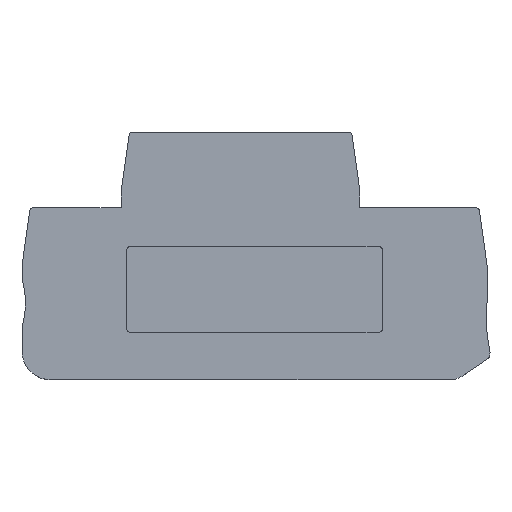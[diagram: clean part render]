
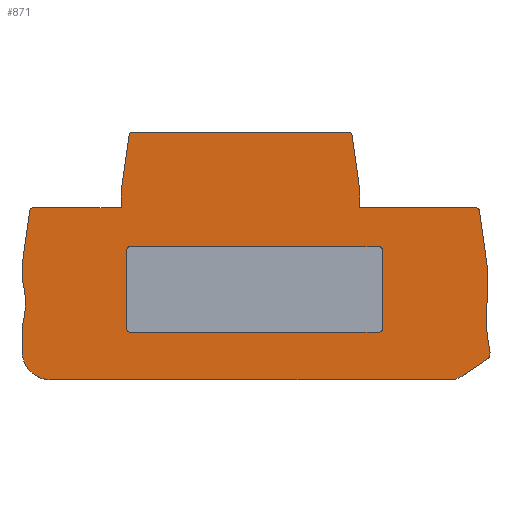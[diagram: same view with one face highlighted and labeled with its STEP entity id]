
A CAD part, top view. The second image highlights one B-rep face of the part: STEP entity #871.
In plain terms, the highlighted planar face has unit normal (0, 0, 1).
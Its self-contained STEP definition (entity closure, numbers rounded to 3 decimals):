
#14=CARTESIAN_POINT('',(16.16,34.6,0.));
#15=DIRECTION('',(0.,0.,1.));
#16=DIRECTION('',(0.99,0.139,0.));
#17=AXIS2_PLACEMENT_3D('',#14,#15,#16);
#19=DIRECTION('',(-0.139,0.99,0.));
#20=VECTOR('',#19,7.867);
#21=CARTESIAN_POINT('',(17.75,26.879,0.));
#22=LINE('',#21,#20);
#23=DIRECTION('',(0.,1.,0.));
#24=VECTOR('',#23,2.379);
#25=CARTESIAN_POINT('',(17.75,24.5,0.));
#26=LINE('',#25,#24);
#27=DIRECTION('',(-1.,0.,0.));
#28=VECTOR('',#27,16.31);
#29=CARTESIAN_POINT('',(34.06,24.5,0.));
#30=LINE('',#29,#28);
#31=CARTESIAN_POINT('',(34.06,24.,0.));
#32=DIRECTION('',(0.,0.,1.));
#33=DIRECTION('',(0.99,0.139,0.));
#34=AXIS2_PLACEMENT_3D('',#31,#32,#33);
#36=DIRECTION('',(-0.139,0.99,0.));
#37=VECTOR('',#36,7.867);
#38=CARTESIAN_POINT('',(35.65,16.279,0.));
#39=LINE('',#38,#37);
#40=DIRECTION('',(0.,1.,0.));
#41=VECTOR('',#40,4.861);
#42=CARTESIAN_POINT('',(35.65,11.418,0.));
#43=LINE('',#42,#41);
#44=CARTESIAN_POINT('',(58.523,9.002,0.));
#45=DIRECTION('',(0.,0.,-1.));
#46=DIRECTION('',(-0.977,-0.213,0.));
#47=AXIS2_PLACEMENT_3D('',#44,#45,#46);
#49=DIRECTION('',(0.,1.,0.));
#50=VECTOR('',#49,0.368);
#51=CARTESIAN_POINT('',(36.05,3.737,0.));
#52=LINE('',#51,#50);
#53=CARTESIAN_POINT('',(35.55,3.737,0.));
#54=DIRECTION('',(0.,0.,1.));
#55=DIRECTION('',(0.564,-0.826,0.));
#56=AXIS2_PLACEMENT_3D('',#53,#54,#55);
#58=DIRECTION('',(0.826,0.564,0.));
#59=VECTOR('',#58,4.439);
#60=CARTESIAN_POINT('',(32.165,0.822,0.));
#61=LINE('',#60,#59);
#62=CARTESIAN_POINT('',(30.474,3.3,0.));
#63=DIRECTION('',(0.,0.,1.));
#64=DIRECTION('',(0.,-1.,0.));
#65=AXIS2_PLACEMENT_3D('',#62,#63,#64);
#67=DIRECTION('',(1.,0.,0.));
#68=VECTOR('',#67,56.224);
#69=CARTESIAN_POINT('',(-25.75,0.3,0.));
#70=LINE('',#69,#68);
#71=CARTESIAN_POINT('',(-25.75,4.3,0.));
#72=DIRECTION('',(0.,0.,1.));
#73=DIRECTION('',(-1.,0.,0.));
#74=AXIS2_PLACEMENT_3D('',#71,#72,#73);
#76=DIRECTION('',(0.,-1.,0.));
#77=VECTOR('',#76,3.376);
#78=CARTESIAN_POINT('',(-29.75,7.676,0.));
#79=LINE('',#78,#77);
#80=CARTESIAN_POINT('',(-41.25,11.104,0.));
#81=DIRECTION('',(0.,0.,-1.));
#82=DIRECTION('',(0.958,0.286,0.));
#83=AXIS2_PLACEMENT_3D('',#80,#81,#82);
#85=DIRECTION('',(0.,-1.,0.));
#86=VECTOR('',#85,1.747);
#87=CARTESIAN_POINT('',(-29.75,16.279,0.));
#88=LINE('',#87,#86);
#89=DIRECTION('',(-0.139,-0.99,0.));
#90=VECTOR('',#89,7.867);
#91=CARTESIAN_POINT('',(-28.655,24.07,0.));
#92=LINE('',#91,#90);
#93=CARTESIAN_POINT('',(-28.16,24.,0.));
#94=DIRECTION('',(0.,0.,1.));
#95=DIRECTION('',(0.,1.,0.));
#96=AXIS2_PLACEMENT_3D('',#93,#94,#95);
#98=DIRECTION('',(-1.,0.,0.));
#99=VECTOR('',#98,12.36);
#100=CARTESIAN_POINT('',(-15.8,24.5,0.));
#101=LINE('',#100,#99);
#102=DIRECTION('',(0.,-1.,0.));
#103=VECTOR('',#102,2.379);
#104=CARTESIAN_POINT('',(-15.8,26.879,0.));
#105=LINE('',#104,#103);
#106=DIRECTION('',(-0.139,-0.99,0.));
#107=VECTOR('',#106,7.867);
#108=CARTESIAN_POINT('',(-14.705,34.67,0.));
#109=LINE('',#108,#107);
#110=CARTESIAN_POINT('',(-14.21,34.6,0.));
#111=DIRECTION('',(0.,0.,1.));
#112=DIRECTION('',(0.,1.,0.));
#113=AXIS2_PLACEMENT_3D('',#110,#111,#112);
#115=DIRECTION('',(-1.,0.,0.));
#116=VECTOR('',#115,30.37);
#117=CARTESIAN_POINT('',(16.16,35.1,0.));
#118=LINE('',#117,#116);
#119=DIRECTION('',(0.,-1.,0.));
#120=VECTOR('',#119,11.);
#121=CARTESIAN_POINT('',(-15.05,18.5,0.));
#122=LINE('',#121,#120);
#123=DIRECTION('',(1.,0.,0.));
#124=VECTOR('',#123,35.);
#125=CARTESIAN_POINT('',(-14.55,7.,0.));
#126=LINE('',#125,#124);
#127=DIRECTION('',(0.,1.,0.));
#128=VECTOR('',#127,11.);
#129=CARTESIAN_POINT('',(20.95,7.5,0.));
#130=LINE('',#129,#128);
#131=DIRECTION('',(-1.,0.,0.));
#132=VECTOR('',#131,35.);
#133=CARTESIAN_POINT('',(20.45,19.,0.));
#134=LINE('',#133,#132);
#542=CARTESIAN_POINT('',(-14.55,18.5,0.));
#543=DIRECTION('',(0.,0.,-1.));
#544=DIRECTION('',(-1.,0.,0.));
#545=AXIS2_PLACEMENT_3D('',#542,#543,#544);
#591=CARTESIAN_POINT('',(20.45,18.5,0.));
#592=DIRECTION('',(0.,0.,-1.));
#593=DIRECTION('',(0.,1.,0.));
#594=AXIS2_PLACEMENT_3D('',#591,#592,#593);
#604=CARTESIAN_POINT('',(20.45,7.5,0.));
#605=DIRECTION('',(0.,0.,-1.));
#606=DIRECTION('',(1.,0.,0.));
#607=AXIS2_PLACEMENT_3D('',#604,#605,#606);
#617=CARTESIAN_POINT('',(-14.55,7.5,0.));
#618=DIRECTION('',(0.,0.,-1.));
#619=DIRECTION('',(0.,-1.,0.));
#620=AXIS2_PLACEMENT_3D('',#617,#618,#619);
#622=CARTESIAN_POINT('',(16.655,34.67,0.));
#623=CARTESIAN_POINT('',(16.16,35.1,0.));
#624=VERTEX_POINT('',#622);
#625=VERTEX_POINT('',#623);
#626=CARTESIAN_POINT('',(-14.21,35.1,0.));
#627=VERTEX_POINT('',#626);
#628=CARTESIAN_POINT('',(-14.705,34.67,0.));
#629=VERTEX_POINT('',#628);
#630=CARTESIAN_POINT('',(-15.8,26.879,0.));
#631=VERTEX_POINT('',#630);
#632=CARTESIAN_POINT('',(-15.8,24.5,0.));
#633=VERTEX_POINT('',#632);
#634=CARTESIAN_POINT('',(-28.16,24.5,0.));
#635=VERTEX_POINT('',#634);
#636=CARTESIAN_POINT('',(-28.655,24.07,0.));
#637=VERTEX_POINT('',#636);
#638=CARTESIAN_POINT('',(-29.75,16.279,0.));
#639=VERTEX_POINT('',#638);
#640=CARTESIAN_POINT('',(-29.75,14.532,0.));
#641=VERTEX_POINT('',#640);
#642=CARTESIAN_POINT('',(-29.75,7.676,0.));
#643=VERTEX_POINT('',#642);
#644=CARTESIAN_POINT('',(-29.75,4.3,0.));
#645=VERTEX_POINT('',#644);
#646=CARTESIAN_POINT('',(-25.75,0.3,0.));
#647=VERTEX_POINT('',#646);
#648=CARTESIAN_POINT('',(30.474,0.3,0.));
#649=VERTEX_POINT('',#648);
#650=CARTESIAN_POINT('',(32.165,0.822,0.));
#651=VERTEX_POINT('',#650);
#652=CARTESIAN_POINT('',(35.832,3.324,0.));
#653=VERTEX_POINT('',#652);
#654=CARTESIAN_POINT('',(36.05,3.737,0.));
#655=VERTEX_POINT('',#654);
#656=CARTESIAN_POINT('',(36.05,4.105,0.));
#657=VERTEX_POINT('',#656);
#658=CARTESIAN_POINT('',(35.65,11.418,0.));
#659=VERTEX_POINT('',#658);
#660=CARTESIAN_POINT('',(35.65,16.279,0.));
#661=VERTEX_POINT('',#660);
#662=CARTESIAN_POINT('',(34.555,24.07,0.));
#663=VERTEX_POINT('',#662);
#664=CARTESIAN_POINT('',(34.06,24.5,0.));
#665=VERTEX_POINT('',#664);
#666=CARTESIAN_POINT('',(17.75,24.5,0.));
#667=VERTEX_POINT('',#666);
#668=CARTESIAN_POINT('',(17.75,26.879,0.));
#669=VERTEX_POINT('',#668);
#734=CARTESIAN_POINT('',(-15.05,18.5,0.));
#735=VERTEX_POINT('',#734);
#736=CARTESIAN_POINT('',(-14.55,19.,0.));
#737=VERTEX_POINT('',#736);
#742=CARTESIAN_POINT('',(-14.55,7.,0.));
#743=VERTEX_POINT('',#742);
#744=CARTESIAN_POINT('',(-15.05,7.5,0.));
#745=VERTEX_POINT('',#744);
#750=CARTESIAN_POINT('',(20.95,7.5,0.));
#751=VERTEX_POINT('',#750);
#752=CARTESIAN_POINT('',(20.45,7.,0.));
#753=VERTEX_POINT('',#752);
#758=CARTESIAN_POINT('',(20.45,19.,0.));
#759=VERTEX_POINT('',#758);
#760=CARTESIAN_POINT('',(20.95,18.5,0.));
#761=VERTEX_POINT('',#760);
#798=CARTESIAN_POINT('',(0.,0.,0.));
#799=DIRECTION('',(0.,0.,1.));
#800=DIRECTION('',(0.,-1.,0.));
#801=AXIS2_PLACEMENT_3D('',#798,#799,#800);
#802=PLANE('',#801);
#804=ORIENTED_EDGE('',*,*,#803,.F.);
#806=ORIENTED_EDGE('',*,*,#805,.F.);
#808=ORIENTED_EDGE('',*,*,#807,.F.);
#810=ORIENTED_EDGE('',*,*,#809,.F.);
#812=ORIENTED_EDGE('',*,*,#811,.F.);
#814=ORIENTED_EDGE('',*,*,#813,.F.);
#816=ORIENTED_EDGE('',*,*,#815,.F.);
#818=ORIENTED_EDGE('',*,*,#817,.F.);
#820=ORIENTED_EDGE('',*,*,#819,.F.);
#822=ORIENTED_EDGE('',*,*,#821,.F.);
#824=ORIENTED_EDGE('',*,*,#823,.F.);
#826=ORIENTED_EDGE('',*,*,#825,.F.);
#828=ORIENTED_EDGE('',*,*,#827,.F.);
#830=ORIENTED_EDGE('',*,*,#829,.F.);
#832=ORIENTED_EDGE('',*,*,#831,.F.);
#834=ORIENTED_EDGE('',*,*,#833,.F.);
#836=ORIENTED_EDGE('',*,*,#835,.F.);
#838=ORIENTED_EDGE('',*,*,#837,.F.);
#840=ORIENTED_EDGE('',*,*,#839,.F.);
#842=ORIENTED_EDGE('',*,*,#841,.F.);
#844=ORIENTED_EDGE('',*,*,#843,.F.);
#846=ORIENTED_EDGE('',*,*,#845,.F.);
#848=ORIENTED_EDGE('',*,*,#847,.F.);
#850=ORIENTED_EDGE('',*,*,#849,.F.);
#851=EDGE_LOOP('',(#804,#806,#808,#810,#812,#814,#816,#818,#820,#822,#824,#826,
#828,#830,#832,#834,#836,#838,#840,#842,#844,#846,#848,#850));
#852=FACE_OUTER_BOUND('',#851,.F.);
#854=ORIENTED_EDGE('',*,*,#853,.T.);
#856=ORIENTED_EDGE('',*,*,#855,.F.);
#858=ORIENTED_EDGE('',*,*,#857,.T.);
#860=ORIENTED_EDGE('',*,*,#859,.F.);
#862=ORIENTED_EDGE('',*,*,#861,.T.);
#864=ORIENTED_EDGE('',*,*,#863,.F.);
#866=ORIENTED_EDGE('',*,*,#865,.T.);
#868=ORIENTED_EDGE('',*,*,#867,.F.);
#869=EDGE_LOOP('',(#854,#856,#858,#860,#862,#864,#866,#868));
#870=FACE_BOUND('',#869,.F.);
#871=ADVANCED_FACE('',(#852,#870),#802,.T.);
#18=CIRCLE('',#17,0.5);
#35=CIRCLE('',#34,0.5);
#48=CIRCLE('',#47,23.);
#57=CIRCLE('',#56,0.5);
#66=CIRCLE('',#65,3.);
#75=CIRCLE('',#74,4.);
#84=CIRCLE('',#83,12.);
#97=CIRCLE('',#96,0.5);
#114=CIRCLE('',#113,0.5);
#546=CIRCLE('',#545,0.5);
#595=CIRCLE('',#594,0.5);
#608=CIRCLE('',#607,0.5);
#621=CIRCLE('',#620,0.5);
#803=EDGE_CURVE('',#624,#625,#18,.T.);
#805=EDGE_CURVE('',#669,#624,#22,.T.);
#807=EDGE_CURVE('',#667,#669,#26,.T.);
#809=EDGE_CURVE('',#665,#667,#30,.T.);
#811=EDGE_CURVE('',#663,#665,#35,.T.);
#813=EDGE_CURVE('',#661,#663,#39,.T.);
#815=EDGE_CURVE('',#659,#661,#43,.T.);
#817=EDGE_CURVE('',#657,#659,#48,.T.);
#819=EDGE_CURVE('',#655,#657,#52,.T.);
#821=EDGE_CURVE('',#653,#655,#57,.T.);
#823=EDGE_CURVE('',#651,#653,#61,.T.);
#825=EDGE_CURVE('',#649,#651,#66,.T.);
#827=EDGE_CURVE('',#647,#649,#70,.T.);
#829=EDGE_CURVE('',#645,#647,#75,.T.);
#831=EDGE_CURVE('',#643,#645,#79,.T.);
#833=EDGE_CURVE('',#641,#643,#84,.T.);
#835=EDGE_CURVE('',#639,#641,#88,.T.);
#837=EDGE_CURVE('',#637,#639,#92,.T.);
#839=EDGE_CURVE('',#635,#637,#97,.T.);
#841=EDGE_CURVE('',#633,#635,#101,.T.);
#843=EDGE_CURVE('',#631,#633,#105,.T.);
#845=EDGE_CURVE('',#629,#631,#109,.T.);
#847=EDGE_CURVE('',#627,#629,#114,.T.);
#849=EDGE_CURVE('',#625,#627,#118,.T.);
#853=EDGE_CURVE('',#735,#745,#122,.T.);
#855=EDGE_CURVE('',#743,#745,#621,.T.);
#857=EDGE_CURVE('',#743,#753,#126,.T.);
#859=EDGE_CURVE('',#751,#753,#608,.T.);
#861=EDGE_CURVE('',#751,#761,#130,.T.);
#863=EDGE_CURVE('',#759,#761,#595,.T.);
#865=EDGE_CURVE('',#759,#737,#134,.T.);
#867=EDGE_CURVE('',#735,#737,#546,.T.);
